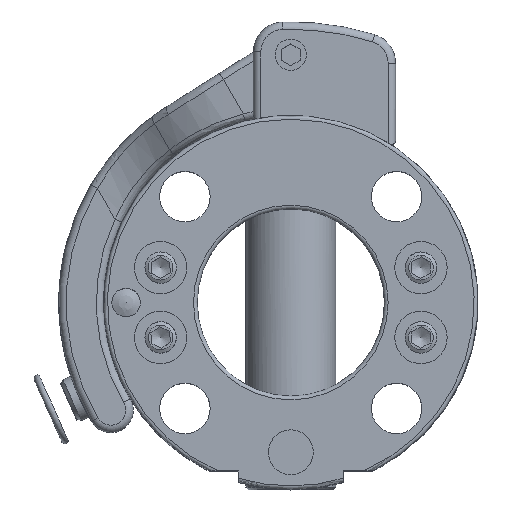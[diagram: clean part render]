
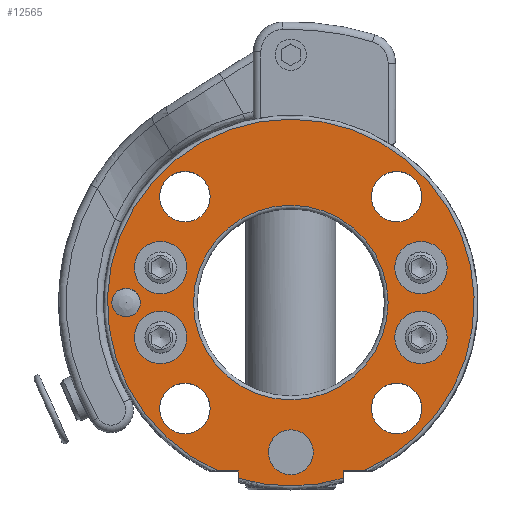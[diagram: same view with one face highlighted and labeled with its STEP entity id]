
A CAD part, top view. The second image highlights one B-rep face of the part: STEP entity #12565.
In plain terms, the highlighted planar face has unit normal (0, 0, 1).
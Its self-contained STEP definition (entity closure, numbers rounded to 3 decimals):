
#414=FACE_BOUND('',#1800,.T.);
#415=FACE_BOUND('',#1801,.T.);
#416=FACE_BOUND('',#1802,.T.);
#417=FACE_BOUND('',#1803,.T.);
#418=FACE_BOUND('',#1804,.T.);
#419=FACE_BOUND('',#1805,.T.);
#420=FACE_BOUND('',#1806,.T.);
#421=FACE_BOUND('',#1807,.T.);
#422=FACE_BOUND('',#1808,.T.);
#423=FACE_BOUND('',#1809,.T.);
#424=FACE_BOUND('',#1810,.T.);
#581=PLANE('',#13382);
#1054=FACE_OUTER_BOUND('',#1799,.T.);
#1799=EDGE_LOOP('',(#9500,#9501,#9502,#9503,#9504,#9505));
#1800=EDGE_LOOP('',(#9506));
#1801=EDGE_LOOP('',(#9507));
#1802=EDGE_LOOP('',(#9508));
#1803=EDGE_LOOP('',(#9509));
#1804=EDGE_LOOP('',(#9510));
#1805=EDGE_LOOP('',(#9511));
#1806=EDGE_LOOP('',(#9512));
#1807=EDGE_LOOP('',(#9513));
#1808=EDGE_LOOP('',(#9514));
#1809=EDGE_LOOP('',(#9515));
#1810=EDGE_LOOP('',(#9516));
#2637=LINE('',#24318,#3413);
#2638=LINE('',#24320,#3414);
#2639=LINE('',#24324,#3415);
#2640=LINE('',#24325,#3416);
#3413=VECTOR('',#15168,10.);
#3414=VECTOR('',#15169,10.);
#3415=VECTOR('',#15172,10.);
#3416=VECTOR('',#15173,10.);
#3939=CIRCLE('',#13162,1.9);
#4003=CIRCLE('',#13346,3.5);
#4007=CIRCLE('',#13353,3.5);
#4012=CIRCLE('',#13362,3.5);
#4016=CIRCLE('',#13369,3.5);
#4021=CIRCLE('',#13379,13.);
#4024=CIRCLE('',#13383,24.5);
#4025=CIRCLE('',#13384,24.5);
#4026=CIRCLE('',#13385,3.);
#4027=CIRCLE('',#13386,3.375);
#4028=CIRCLE('',#13387,3.375);
#4029=CIRCLE('',#13388,3.375);
#4030=CIRCLE('',#13389,3.375);
#5150=VERTEX_POINT('',#19182);
#5442=VERTEX_POINT('',#24247);
#5445=VERTEX_POINT('',#24258);
#5449=VERTEX_POINT('',#24273);
#5453=VERTEX_POINT('',#24286);
#5460=VERTEX_POINT('',#24308);
#5462=VERTEX_POINT('',#24314);
#5463=VERTEX_POINT('',#24315);
#5464=VERTEX_POINT('',#24317);
#5465=VERTEX_POINT('',#24319);
#5466=VERTEX_POINT('',#24321);
#5467=VERTEX_POINT('',#24323);
#5468=VERTEX_POINT('',#24326);
#5469=VERTEX_POINT('',#24328);
#5470=VERTEX_POINT('',#24330);
#5471=VERTEX_POINT('',#24332);
#5472=VERTEX_POINT('',#24334);
#6377=EDGE_CURVE('',#5150,#5150,#3939,.T.);
#6901=EDGE_CURVE('',#5442,#5442,#4003,.T.);
#6906=EDGE_CURVE('',#5445,#5445,#4007,.T.);
#6913=EDGE_CURVE('',#5449,#5449,#4012,.T.);
#6919=EDGE_CURVE('',#5453,#5453,#4016,.T.);
#6929=EDGE_CURVE('',#5460,#5460,#4021,.T.);
#6932=EDGE_CURVE('',#5462,#5463,#4024,.T.);
#6933=EDGE_CURVE('',#5462,#5464,#2637,.T.);
#6934=EDGE_CURVE('',#5464,#5465,#2638,.T.);
#6935=EDGE_CURVE('',#5466,#5465,#4025,.T.);
#6936=EDGE_CURVE('',#5466,#5467,#2639,.T.);
#6937=EDGE_CURVE('',#5467,#5463,#2640,.T.);
#6938=EDGE_CURVE('',#5468,#5468,#4026,.T.);
#6939=EDGE_CURVE('',#5469,#5469,#4027,.T.);
#6940=EDGE_CURVE('',#5470,#5470,#4028,.T.);
#6941=EDGE_CURVE('',#5471,#5471,#4029,.T.);
#6942=EDGE_CURVE('',#5472,#5472,#4030,.T.);
#9500=ORIENTED_EDGE('',*,*,#6932,.F.);
#9501=ORIENTED_EDGE('',*,*,#6933,.T.);
#9502=ORIENTED_EDGE('',*,*,#6934,.T.);
#9503=ORIENTED_EDGE('',*,*,#6935,.F.);
#9504=ORIENTED_EDGE('',*,*,#6936,.T.);
#9505=ORIENTED_EDGE('',*,*,#6937,.T.);
#9506=ORIENTED_EDGE('',*,*,#6901,.T.);
#9507=ORIENTED_EDGE('',*,*,#6906,.T.);
#9508=ORIENTED_EDGE('',*,*,#6913,.T.);
#9509=ORIENTED_EDGE('',*,*,#6919,.T.);
#9510=ORIENTED_EDGE('',*,*,#6377,.T.);
#9511=ORIENTED_EDGE('',*,*,#6938,.T.);
#9512=ORIENTED_EDGE('',*,*,#6939,.T.);
#9513=ORIENTED_EDGE('',*,*,#6940,.T.);
#9514=ORIENTED_EDGE('',*,*,#6941,.T.);
#9515=ORIENTED_EDGE('',*,*,#6942,.T.);
#9516=ORIENTED_EDGE('',*,*,#6929,.F.);
#12565=ADVANCED_FACE('',(#1054,#414,#415,#416,#417,#418,#419,#420,#421,
#422,#423,#424),#581,.T.);
#13162=AXIS2_PLACEMENT_3D('',#19183,#14436,#14437);
#13346=AXIS2_PLACEMENT_3D('',#24248,#15082,#15083);
#13353=AXIS2_PLACEMENT_3D('',#24259,#15097,#15098);
#13362=AXIS2_PLACEMENT_3D('',#24274,#15117,#15118);
#13369=AXIS2_PLACEMENT_3D('',#24287,#15133,#15134);
#13379=AXIS2_PLACEMENT_3D('',#24309,#15158,#15159);
#13382=AXIS2_PLACEMENT_3D('',#24313,#15164,#15165);
#13383=AXIS2_PLACEMENT_3D('',#24316,#15166,#15167);
#13384=AXIS2_PLACEMENT_3D('',#24322,#15170,#15171);
#13385=AXIS2_PLACEMENT_3D('',#24327,#15174,#15175);
#13386=AXIS2_PLACEMENT_3D('',#24329,#15176,#15177);
#13387=AXIS2_PLACEMENT_3D('',#24331,#15178,#15179);
#13388=AXIS2_PLACEMENT_3D('',#24333,#15180,#15181);
#13389=AXIS2_PLACEMENT_3D('',#24335,#15182,#15183);
#14436=DIRECTION('center_axis',(0.,0.,
-1.));
#14437=DIRECTION('ref_axis',(1.,0.,0.));
#15082=DIRECTION('center_axis',(0.,0.,
-1.));
#15083=DIRECTION('ref_axis',(1.,0.,0.));
#15097=DIRECTION('center_axis',(0.,0.,
-1.));
#15098=DIRECTION('ref_axis',(1.,0.,0.));
#15117=DIRECTION('center_axis',(0.,0.,
-1.));
#15118=DIRECTION('ref_axis',(1.,0.,0.));
#15133=DIRECTION('center_axis',(0.,0.,
-1.));
#15134=DIRECTION('ref_axis',(1.,0.,0.));
#15158=DIRECTION('center_axis',(0.,0.,
1.));
#15159=DIRECTION('ref_axis',(-1.,0.,0.));
#15164=DIRECTION('center_axis',(0.,0.,
1.));
#15165=DIRECTION('ref_axis',(1.,0.,0.));
#15166=DIRECTION('center_axis',(0.,0.,
-1.));
#15167=DIRECTION('ref_axis',(0.,-1.,0.));
#15168=DIRECTION('',(0.,1.,0.));
#15169=DIRECTION('',(1.,0.,0.));
#15170=DIRECTION('center_axis',(0.,0.,
-1.));
#15171=DIRECTION('ref_axis',(0.,1.,0.));
#15172=DIRECTION('',(1.,0.,0.));
#15173=DIRECTION('',(0.,-1.,0.));
#15174=DIRECTION('center_axis',(0.,0.,
-1.));
#15175=DIRECTION('ref_axis',(1.,0.,0.));
#15176=DIRECTION('center_axis',(0.,0.,
-1.));
#15177=DIRECTION('ref_axis',(-1.,0.,0.));
#15178=DIRECTION('center_axis',(0.,0.,
-1.));
#15179=DIRECTION('ref_axis',(-1.,0.,0.));
#15180=DIRECTION('center_axis',(0.,0.,
-1.));
#15181=DIRECTION('ref_axis',(-1.,0.,0.));
#15182=DIRECTION('center_axis',(0.,0.,
-1.));
#15183=DIRECTION('ref_axis',(-1.,0.,0.));
#19182=CARTESIAN_POINT('',(-18.238,0.439,10.75));
#19183=CARTESIAN_POINT('Origin',(-16.338,0.439,10.75));
#24247=CARTESIAN_POINT('',(-15.225,5.098,10.75));
#24248=CARTESIAN_POINT('Origin',(-11.725,5.098,10.75));
#24258=CARTESIAN_POINT('',(-15.225,-4.22,10.75));
#24259=CARTESIAN_POINT('Origin',(-11.725,-4.22,10.75));
#24273=CARTESIAN_POINT('',(19.549,-4.22,10.75));
#24274=CARTESIAN_POINT('Origin',(23.049,-4.22,10.75));
#24286=CARTESIAN_POINT('',(19.549,5.098,10.75));
#24287=CARTESIAN_POINT('Origin',(23.049,5.098,10.75));
#24308=CARTESIAN_POINT('',(18.662,0.439,10.75));
#24309=CARTESIAN_POINT('Origin',(5.662,0.439,10.75));
#24313=CARTESIAN_POINT('Origin',(5.662,0.439,10.75));
#24314=CARTESIAN_POINT('',(12.662,-23.04,10.75));
#24315=CARTESIAN_POINT('',(-1.338,-23.04,10.75));
#24316=CARTESIAN_POINT('Origin',(5.662,0.439,10.75));
#24317=CARTESIAN_POINT('',(12.662,-22.061,10.75));
#24318=CARTESIAN_POINT('',(12.662,-12.811,10.75));
#24319=CARTESIAN_POINT('',(15.357,-22.061,10.75));
#24320=CARTESIAN_POINT('',(9.162,-22.061,10.75));
#24321=CARTESIAN_POINT('',(-4.033,-22.061,10.75));
#24322=CARTESIAN_POINT('Origin',(5.662,0.439,10.75));
#24323=CARTESIAN_POINT('',(-1.338,-22.061,10.75));
#24324=CARTESIAN_POINT('',(-0.838,-22.061,10.75));
#24325=CARTESIAN_POINT('',(-1.338,-10.811,10.75));
#24326=CARTESIAN_POINT('',(2.662,-19.561,10.75));
#24327=CARTESIAN_POINT('Origin',(5.662,-19.561,10.75));
#24328=CARTESIAN_POINT('',(-5.105,-13.703,10.75));
#24329=CARTESIAN_POINT('Origin',(-8.48,-13.703,10.75));
#24330=CARTESIAN_POINT('',(23.179,14.581,10.75));
#24331=CARTESIAN_POINT('Origin',(19.804,14.581,10.75));
#24332=CARTESIAN_POINT('',(-5.105,14.581,10.75));
#24333=CARTESIAN_POINT('Origin',(-8.48,14.581,10.75));
#24334=CARTESIAN_POINT('',(23.179,-13.703,10.75));
#24335=CARTESIAN_POINT('Origin',(19.804,-13.703,10.75));
